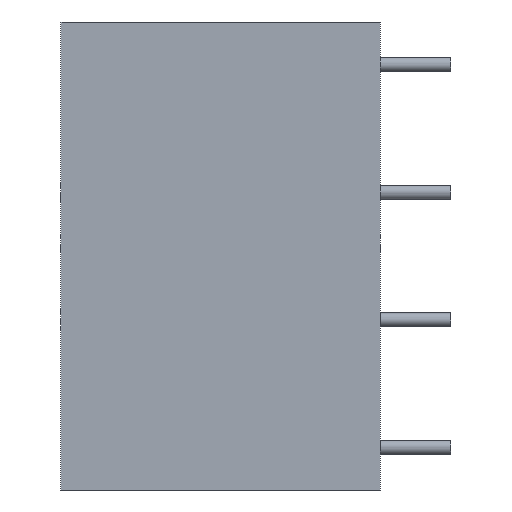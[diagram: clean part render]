
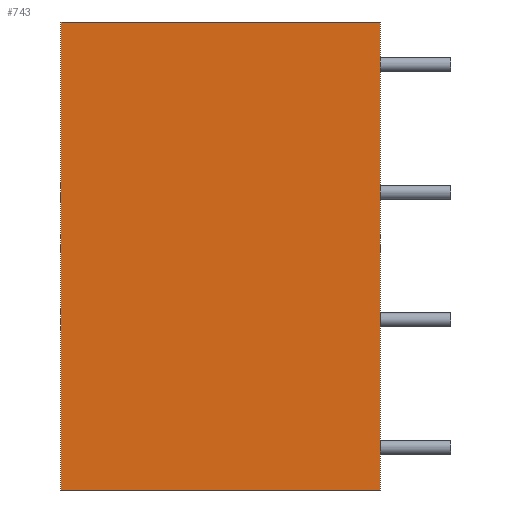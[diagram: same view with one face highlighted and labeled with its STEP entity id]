
A CAD part, left-side view. The second image highlights one B-rep face of the part: STEP entity #743.
In plain terms, the highlighted planar face has unit normal (-1, 0, 0).
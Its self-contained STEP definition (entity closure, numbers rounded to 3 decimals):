
#11 = CARTESIAN_POINT ( 'NONE',  ( -28.5, 22.5, 16.5 ) ) ;
#61 = VECTOR ( 'NONE', #1104, 1000. ) ;
#96 = ORIENTED_EDGE ( 'NONE', *, *, #132, .F. ) ;
#103 = CARTESIAN_POINT ( 'NONE',  ( -28.5, 22.5, 16.5 ) ) ;
#105 = DIRECTION ( 'NONE',  ( 0., 0., -1. ) ) ;
#128 = LINE ( 'NONE', #742, #721 ) ;
#132 = EDGE_CURVE ( 'NONE', #644, #473, #719, .T. ) ;
#160 = CARTESIAN_POINT ( 'NONE',  ( -28.5, 22.5, 16.5 ) ) ;
#209 = LINE ( 'NONE', #103, #1088 ) ;
#243 = LINE ( 'NONE', #412, #880 ) ;
#306 = EDGE_CURVE ( 'NONE', #1007, #644, #209, .T. ) ;
#378 = EDGE_CURVE ( 'NONE', #1007, #1290, #128, .T. ) ;
#398 = ORIENTED_EDGE ( 'NONE', *, *, #306, .F. ) ;
#412 = CARTESIAN_POINT ( 'NONE',  ( -28.5, 0., 16.5 ) ) ;
#473 = VERTEX_POINT ( 'NONE', #489 ) ;
#489 = CARTESIAN_POINT ( 'NONE',  ( -28.5, 0., 16.5 ) ) ;
#490 = EDGE_LOOP ( 'NONE', ( #711, #96, #398, #693 ) ) ;
#547 = FACE_OUTER_BOUND ( 'NONE', #490, .T. ) ;
#573 = CARTESIAN_POINT ( 'NONE',  ( -28.5, 22.5, -16.5 ) ) ;
#604 = DIRECTION ( 'NONE',  ( 0., 0., 1. ) ) ;
#639 = PLANE ( 'NONE',  #704 ) ;
#644 = VERTEX_POINT ( 'NONE', #820 ) ;
#693 = ORIENTED_EDGE ( 'NONE', *, *, #378, .T. ) ;
#704 = AXIS2_PLACEMENT_3D ( 'NONE', #11, #1334, #105 ) ;
#711 = ORIENTED_EDGE ( 'NONE', *, *, #1283, .T. ) ;
#719 = LINE ( 'NONE', #160, #61 ) ;
#721 = VECTOR ( 'NONE', #1263, 1000. ) ;
#742 = CARTESIAN_POINT ( 'NONE',  ( -28.5, 22.5, -16.5 ) ) ;
#743 = ADVANCED_FACE ( 'NONE', ( #547 ), #639, .F. ) ;
#820 = CARTESIAN_POINT ( 'NONE',  ( -28.5, 22.5, 16.5 ) ) ;
#880 = VECTOR ( 'NONE', #604, 1000. ) ;
#1007 = VERTEX_POINT ( 'NONE', #573 ) ;
#1025 = CARTESIAN_POINT ( 'NONE',  ( -28.5, 0., -16.5 ) ) ;
#1040 = DIRECTION ( 'NONE',  ( 0., 0., 1. ) ) ;
#1088 = VECTOR ( 'NONE', #1040, 1000. ) ;
#1104 = DIRECTION ( 'NONE',  ( 0., -1., 0. ) ) ;
#1263 = DIRECTION ( 'NONE',  ( 0., -1., 0. ) ) ;
#1283 = EDGE_CURVE ( 'NONE', #1290, #473, #243, .T. ) ;
#1290 = VERTEX_POINT ( 'NONE', #1025 ) ;
#1334 = DIRECTION ( 'NONE',  ( 1., 0., 0. ) ) ;
